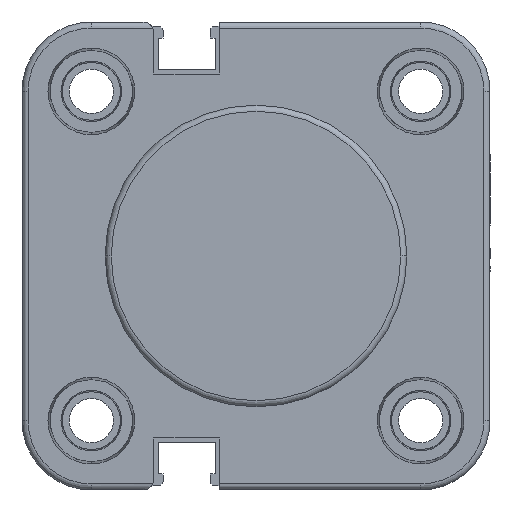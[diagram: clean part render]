
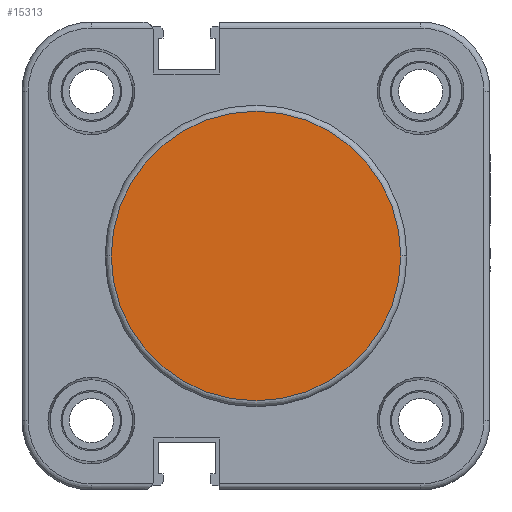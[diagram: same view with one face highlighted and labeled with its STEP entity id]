
A CAD part, front view. The second image highlights one B-rep face of the part: STEP entity #15313.
In plain terms, the highlighted face is planar.
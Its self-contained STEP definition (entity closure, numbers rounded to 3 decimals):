
#301 = FACE_OUTER_BOUND ( 'NONE', #11965, .T. ) ;
#1059 = PLANE ( 'NONE',  #1188 ) ;
#1188 = AXIS2_PLACEMENT_3D ( 'NONE', #2277, #9490, #8295 ) ;
#1252 = CARTESIAN_POINT ( 'NONE',  ( 0., 0., 0. ) ) ;
#2277 = CARTESIAN_POINT ( 'NONE',  ( 0., 0., 0. ) ) ;
#4111 = AXIS2_PLACEMENT_3D ( 'NONE', #1252, #9574, #14448 ) ;
#4308 = CARTESIAN_POINT ( 'NONE',  ( 0., 0., 0. ) ) ;
#5056 = EDGE_CURVE ( 'NONE', #12689, #10821, #7721, .T. ) ;
#5512 = DIRECTION ( 'NONE',  ( -1., 0., 0. ) ) ;
#6659 = ORIENTED_EDGE ( 'NONE', *, *, #13626, .T. ) ;
#7457 = CARTESIAN_POINT ( 'NONE',  ( 0., 16.7, 0. ) ) ;
#7525 = ORIENTED_EDGE ( 'NONE', *, *, #5056, .T. ) ;
#7721 = CIRCLE ( 'NONE', #4111, 16.7 ) ;
#8295 = DIRECTION ( 'NONE',  ( 0., -1., 0. ) ) ;
#8330 = CIRCLE ( 'NONE', #14278, 16.7 ) ;
#9490 = DIRECTION ( 'NONE',  ( -1., 0., 0. ) ) ;
#9574 = DIRECTION ( 'NONE',  ( -1., 0., 0. ) ) ;
#10821 = VERTEX_POINT ( 'NONE', #7457 ) ;
#10857 = CARTESIAN_POINT ( 'NONE',  ( 0., -16.7, 0. ) ) ;
#11965 = EDGE_LOOP ( 'NONE', ( #7525, #6659 ) ) ;
#12689 = VERTEX_POINT ( 'NONE', #10857 ) ;
#13626 = EDGE_CURVE ( 'NONE', #10821, #12689, #8330, .T. ) ;
#13864 = DIRECTION ( 'NONE',  ( 0., -1., 0. ) ) ;
#14278 = AXIS2_PLACEMENT_3D ( 'NONE', #4308, #5512, #13864 ) ;
#14448 = DIRECTION ( 'NONE',  ( 0., -1., 0. ) ) ;
#15313 = ADVANCED_FACE ( 'NONE', ( #301 ), #1059, .T. ) ;
